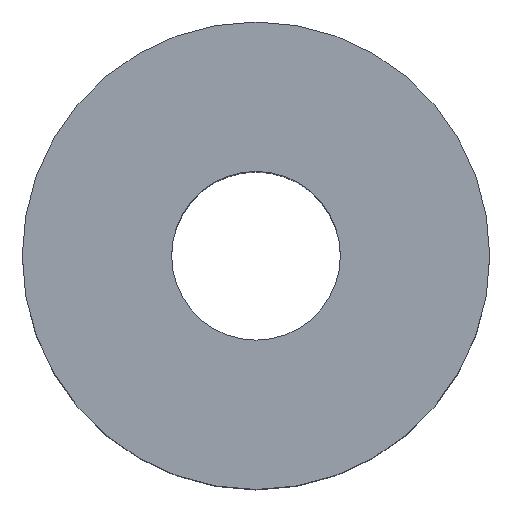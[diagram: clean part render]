
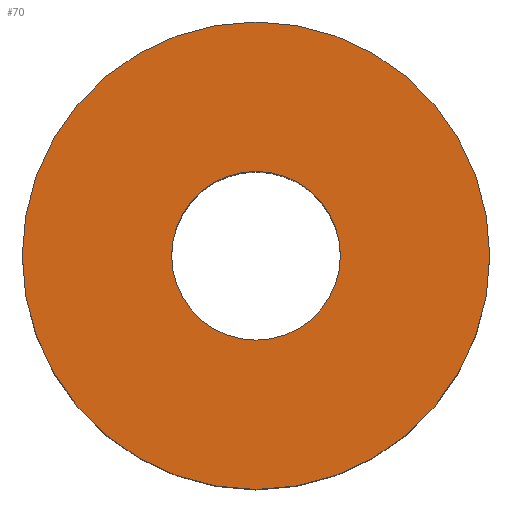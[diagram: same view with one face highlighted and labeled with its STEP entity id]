
A CAD part, top view. The second image highlights one B-rep face of the part: STEP entity #70.
In plain terms, the highlighted planar face has unit normal (0, 0, 1).
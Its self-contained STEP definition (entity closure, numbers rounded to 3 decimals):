
#24 = VERTEX_POINT('',#25);
#25 = CARTESIAN_POINT('',(2.175,0.,2.5));
#31 = EDGE_CURVE('',#24,#24,#32,.T.);
#32 = CIRCLE('',#33,2.175);
#33 = AXIS2_PLACEMENT_3D('',#34,#35,#36);
#34 = CARTESIAN_POINT('',(0.,0.,2.5));
#35 = DIRECTION('',(0.,0.,1.));
#36 = DIRECTION('',(1.,0.,0.));
#70 = ADVANCED_FACE('',(#71,#74),#85,.T.);
#71 = FACE_BOUND('',#72,.T.);
#72 = EDGE_LOOP('',(#73));
#73 = ORIENTED_EDGE('',*,*,#31,.T.);
#74 = FACE_BOUND('',#75,.T.);
#75 = EDGE_LOOP('',(#76));
#76 = ORIENTED_EDGE('',*,*,#77,.F.);
#77 = EDGE_CURVE('',#78,#78,#80,.T.);
#78 = VERTEX_POINT('',#79);
#79 = CARTESIAN_POINT('',(0.785,0.,2.5));
#80 = CIRCLE('',#81,0.785);
#81 = AXIS2_PLACEMENT_3D('',#82,#83,#84);
#82 = CARTESIAN_POINT('',(0.,0.,2.5));
#83 = DIRECTION('',(0.,0.,1.));
#84 = DIRECTION('',(1.,0.,0.));
#85 = PLANE('',#86);
#86 = AXIS2_PLACEMENT_3D('',#87,#88,#89);
#87 = CARTESIAN_POINT('',(0.,0.,2.5));
#88 = DIRECTION('',(0.,0.,1.));
#89 = DIRECTION('',(1.,0.,0.));
